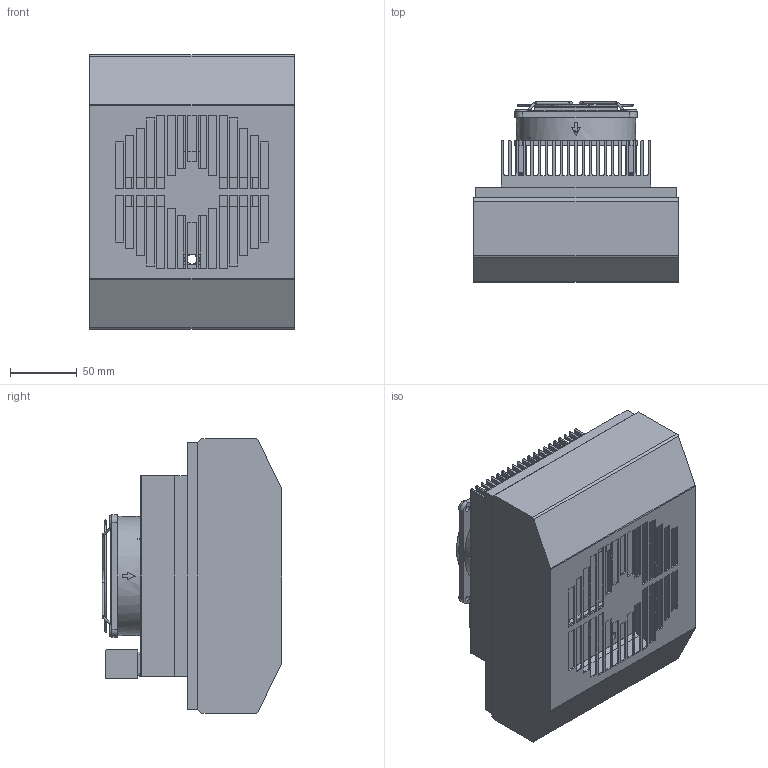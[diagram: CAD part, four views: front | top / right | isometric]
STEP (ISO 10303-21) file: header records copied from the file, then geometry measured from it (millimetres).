
FILE_DESCRIPTION (( 'STEP AP214' ), '1' );
FILE_NAME ('3050303.STEP', '2020-02-21T22:11:02', ( '' ), ( '' ), 'SwSTEP 2.0', 'SolidWorks 2019', '' );
FILE_SCHEMA (( 'AUTOMOTIVE_DESIGN' ));
Length unit declared in the file: millimetre
Products named in the file (1): 3050303
Bounding box: 153.5 x 134.93 x 206 mm (x, y, z)
Volume: 636678.7 mm3; surface area: 398932.4 mm2
Topology: 18 solids, 22 shells, 1526 faces, 4404 edges, 2933 vertices
Faces by surface type: cylinder 853, plane 596, bspline 64, cone 13
Full cylindrical faces by diameter (mm): 1.8 x8, 2.5 x7, 2.9 x4, 3.2 x4, 3.3 x8, 3.5 x2, 3.89 x4, 4 x3, 4.2 x12, 4.3 x20, 6 x9, 6.2 x4, 7.5 x1, 8 x5, 12.8 x9, 47.926 x1, 86.189 x1, 89.281 x1
Entity records: 58410 total; most frequent: CARTESIAN_POINT 18003, ORIENTED_EDGE 8448, DIRECTION 8395, EDGE_CURVE 4224, AXIS2_PLACEMENT_3D 3183, VERTEX_POINT 2897, VECTOR 2029, LINE 2029
